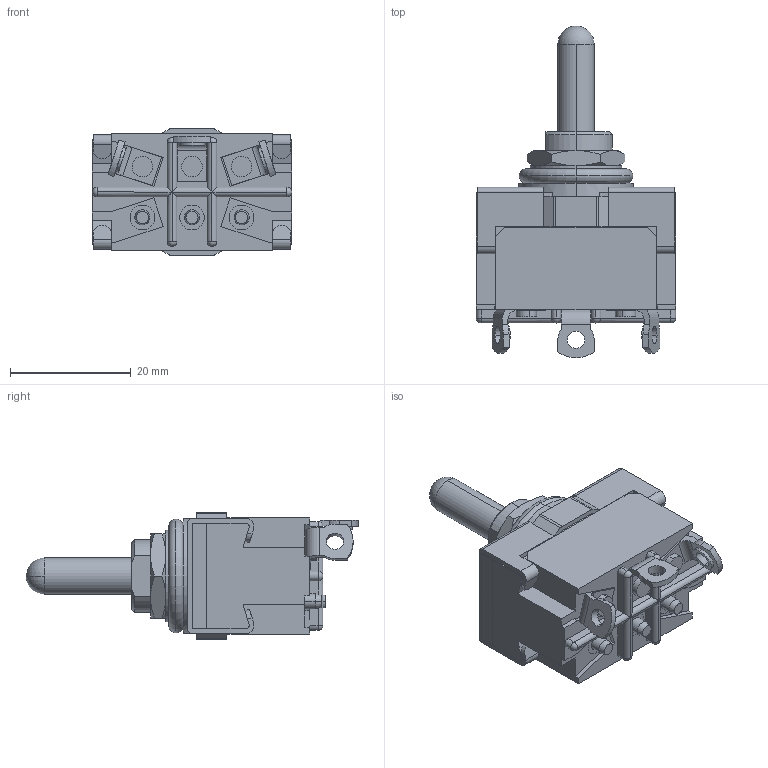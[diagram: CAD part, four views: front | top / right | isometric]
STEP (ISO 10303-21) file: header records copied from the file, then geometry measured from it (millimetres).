
FILE_DESCRIPTION (( 'STEP AP203' ), '1' );
FILE_NAME ('AWTE02.STEP', '2020-03-16T00:17:04', ( '' ), ( '' ), 'SwSTEP 2.0', 'SolidWorks 2018', '' );
FILE_SCHEMA (( 'CONFIG_CONTROL_DESIGN' ));
Length unit declared in the file: millimetre
Products named in the file (9): 働乕僗 2嬌 (A僔儕乕僘); 下組 単極(2極ケース) 2端子 (Aシリーズ); 9801 0063 20(ナット)model; 9803 0458 20(L儚僢僔儍乕)model; 6061 5100 パッキン; 2端子 (Aシリーズ); ダミー端子 (Aシリーズ); AWTE02; 上組 防水トグル(単極-2極) (AWシリーズ)
Assembly tree (12 placements, depth 3):
  AWTE02
    上組 防水トグル(単極-2極) (AWシリーズ)
    9801 0063 20(ナット)model
    9803 0458 20(L儚僢僔儍乕)model
    6061 5100 パッキン
    下組 単極(2極ケース) 2端子 (Aシリーズ)
      働乕僗 2嬌 (A僔儕乕僘)
      2端子 (Aシリーズ)  x3
      ダミー端子 (Aシリーズ)  x3
Bounding box: 33 x 54.9 x 21 mm (x, y, z)
Volume: 14413.4 mm3; surface area: 8195.2 mm2
Topology: 11 solids, 11 shells, 400 faces, 1030 edges, 659 vertices
Faces by surface type: plane 209, cylinder 156, cone 21, sphere 8, torus 6
Entity records: 11380 total; most frequent: CARTESIAN_POINT 1943, DIRECTION 1797, ORIENTED_EDGE 1740, EDGE_CURVE 870, AXIS2_PLACEMENT_3D 613, LINE 571, VECTOR 571, VERTEX_POINT 559
